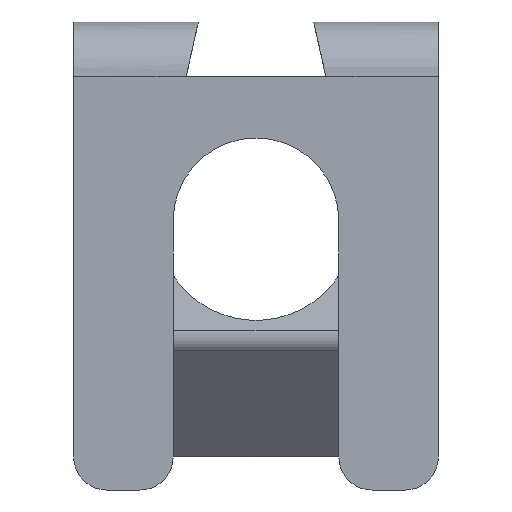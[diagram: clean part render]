
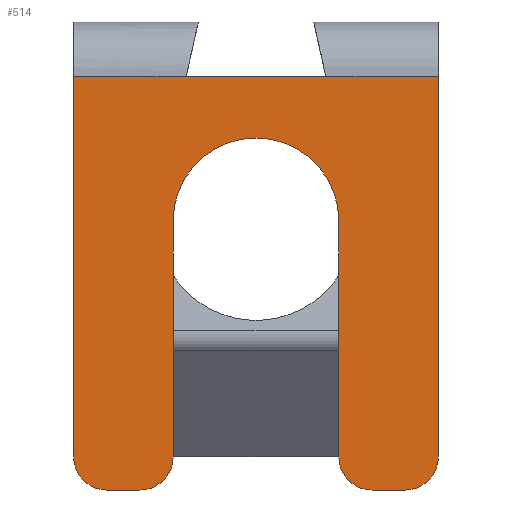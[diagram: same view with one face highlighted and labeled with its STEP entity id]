
A CAD part, front view. The second image highlights one B-rep face of the part: STEP entity #514.
In plain terms, the highlighted planar face has unit normal (0, -1, 0).
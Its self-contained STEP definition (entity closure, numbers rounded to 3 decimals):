
#3 = LINE ( 'NONE', #965, #135 ) ;
#6 = CARTESIAN_POINT ( 'NONE',  ( 2.108, 0., 12.469 ) ) ;
#30 = EDGE_CURVE ( 'NONE', #986, #935, #992, .T. ) ;
#33 = AXIS2_PLACEMENT_3D ( 'NONE', #588, #911, #191 ) ;
#50 = ORIENTED_EDGE ( 'NONE', *, *, #211, .F. ) ;
#54 = EDGE_CURVE ( 'NONE', #773, #96, #301, .T. ) ;
#96 = VERTEX_POINT ( 'NONE', #594 ) ;
#107 = EDGE_CURVE ( 'NONE', #715, #696, #347, .T. ) ;
#110 = CARTESIAN_POINT ( 'NONE',  ( 2.108, 0., 12.469 ) ) ;
#129 = ORIENTED_EDGE ( 'NONE', *, *, #30, .T. ) ;
#135 = VECTOR ( 'NONE', #480, 1000. ) ;
#141 = AXIS2_PLACEMENT_3D ( 'NONE', #398, #720, #646 ) ;
#149 = CARTESIAN_POINT ( 'NONE',  ( -5.5, 0., 1. ) ) ;
#158 = LINE ( 'NONE', #376, #708 ) ;
#168 = DIRECTION ( 'NONE',  ( 0., 0., 1. ) ) ;
#169 = CARTESIAN_POINT ( 'NONE',  ( 5.5, 0., 0. ) ) ;
#180 = CARTESIAN_POINT ( 'NONE',  ( -2.5, 0., 1. ) ) ;
#191 = DIRECTION ( 'NONE',  ( 0., 0., 1. ) ) ;
#201 = CARTESIAN_POINT ( 'NONE',  ( -2.5, 0., 8.119 ) ) ;
#211 = EDGE_CURVE ( 'NONE', #715, #402, #387, .T. ) ;
#220 = VERTEX_POINT ( 'NONE', #908 ) ;
#222 = DIRECTION ( 'NONE',  ( 0., 0., -1. ) ) ;
#223 = EDGE_LOOP ( 'NONE', ( #50, #675, #905, #1046, #129, #969, #787, #761, #950, #243, #503, #545, #462, #788 ) ) ;
#224 = EDGE_CURVE ( 'NONE', #336, #986, #390, .T. ) ;
#243 = ORIENTED_EDGE ( 'NONE', *, *, #500, .T. ) ;
#244 = PLANE ( 'NONE',  #559 ) ;
#247 = EDGE_CURVE ( 'NONE', #336, #696, #896, .T. ) ;
#254 = DIRECTION ( 'NONE',  ( -1., 0., 0. ) ) ;
#259 = AXIS2_PLACEMENT_3D ( 'NONE', #668, #263, #909 ) ;
#263 = DIRECTION ( 'NONE',  ( 0., -1., 0. ) ) ;
#301 = CIRCLE ( 'NONE', #898, 1. ) ;
#321 = VECTOR ( 'NONE', #222, 1000. ) ;
#326 = DIRECTION ( 'NONE',  ( 0., 0., -1. ) ) ;
#336 = VERTEX_POINT ( 'NONE', #790 ) ;
#340 = LINE ( 'NONE', #659, #560 ) ;
#347 = CIRCLE ( 'NONE', #259, 1. ) ;
#357 = CARTESIAN_POINT ( 'NONE',  ( -4.5, 0., 1. ) ) ;
#374 = EDGE_CURVE ( 'NONE', #963, #645, #158, .T. ) ;
#376 = CARTESIAN_POINT ( 'NONE',  ( -2.5, 0., 0. ) ) ;
#383 = DIRECTION ( 'NONE',  ( -1., 0., 0. ) ) ;
#386 = CARTESIAN_POINT ( 'NONE',  ( 5.5, 0., 1. ) ) ;
#387 = LINE ( 'NONE', #455, #643 ) ;
#390 = LINE ( 'NONE', #947, #982 ) ;
#398 = CARTESIAN_POINT ( 'NONE',  ( -3.5, 0., 1. ) ) ;
#402 = VERTEX_POINT ( 'NONE', #533 ) ;
#406 = DIRECTION ( 'NONE',  ( 0., 0., 1. ) ) ;
#410 = VERTEX_POINT ( 'NONE', #883 ) ;
#429 = VECTOR ( 'NONE', #326, 1000. ) ;
#447 = EDGE_CURVE ( 'NONE', #410, #773, #3, .T. ) ;
#455 = CARTESIAN_POINT ( 'NONE',  ( 5.5, 0., 0. ) ) ;
#456 = VECTOR ( 'NONE', #254, 1000. ) ;
#462 = ORIENTED_EDGE ( 'NONE', *, *, #792, .T. ) ;
#469 = LINE ( 'NONE', #169, #456 ) ;
#480 = DIRECTION ( 'NONE',  ( 0., 0., -1. ) ) ;
#482 = CARTESIAN_POINT ( 'NONE',  ( 3.5, 0., 1. ) ) ;
#500 = EDGE_CURVE ( 'NONE', #220, #963, #728, .T. ) ;
#503 = ORIENTED_EDGE ( 'NONE', *, *, #374, .T. ) ;
#514 = ADVANCED_FACE ( 'NONE', ( #724 ), #244, .F. ) ;
#533 = CARTESIAN_POINT ( 'NONE',  ( 3.5, 0., 0. ) ) ;
#545 = ORIENTED_EDGE ( 'NONE', *, *, #554, .T. ) ;
#554 = EDGE_CURVE ( 'NONE', #645, #819, #692, .T. ) ;
#559 = AXIS2_PLACEMENT_3D ( 'NONE', #567, #890, #168 ) ;
#560 = VECTOR ( 'NONE', #872, 1000. ) ;
#564 = CARTESIAN_POINT ( 'NONE',  ( -2.108, 0., 12.469 ) ) ;
#567 = CARTESIAN_POINT ( 'NONE',  ( 5.5, 0., 0. ) ) ;
#573 = LINE ( 'NONE', #959, #429 ) ;
#582 = CARTESIAN_POINT ( 'NONE',  ( 5.5, 0., 0. ) ) ;
#586 = DIRECTION ( 'NONE',  ( 0., 0., 1. ) ) ;
#588 = CARTESIAN_POINT ( 'NONE',  ( 0., 0., 8.119 ) ) ;
#594 = CARTESIAN_POINT ( 'NONE',  ( -4.5, 0., 0. ) ) ;
#603 = CIRCLE ( 'NONE', #1000, 1. ) ;
#643 = VECTOR ( 'NONE', #383, 1000. ) ;
#645 = VERTEX_POINT ( 'NONE', #201 ) ;
#646 = DIRECTION ( 'NONE',  ( 0., 0., 1. ) ) ;
#659 = CARTESIAN_POINT ( 'NONE',  ( 5.5, 0., 12.469 ) ) ;
#668 = CARTESIAN_POINT ( 'NONE',  ( 4.5, 0., 1. ) ) ;
#675 = ORIENTED_EDGE ( 'NONE', *, *, #107, .T. ) ;
#692 = CIRCLE ( 'NONE', #33, 2.5 ) ;
#696 = VERTEX_POINT ( 'NONE', #386 ) ;
#708 = VECTOR ( 'NONE', #957, 1000. ) ;
#715 = VERTEX_POINT ( 'NONE', #952 ) ;
#720 = DIRECTION ( 'NONE',  ( 0., -1., 0. ) ) ;
#724 = FACE_OUTER_BOUND ( 'NONE', #223, .T. ) ;
#728 = CIRCLE ( 'NONE', #141, 1. ) ;
#761 = ORIENTED_EDGE ( 'NONE', *, *, #54, .T. ) ;
#763 = DIRECTION ( 'NONE',  ( 0., -1., 0. ) ) ;
#773 = VERTEX_POINT ( 'NONE', #149 ) ;
#787 = ORIENTED_EDGE ( 'NONE', *, *, #447, .T. ) ;
#788 = ORIENTED_EDGE ( 'NONE', *, *, #970, .T. ) ;
#790 = CARTESIAN_POINT ( 'NONE',  ( 5.5, 0., 12.469 ) ) ;
#792 = EDGE_CURVE ( 'NONE', #819, #870, #573, .T. ) ;
#795 = DIRECTION ( 'NONE',  ( -1., 0., 0. ) ) ;
#807 = DIRECTION ( 'NONE',  ( 0., -1., 0. ) ) ;
#819 = VERTEX_POINT ( 'NONE', #891 ) ;
#823 = EDGE_CURVE ( 'NONE', #220, #96, #469, .T. ) ;
#838 = DIRECTION ( 'NONE',  ( -1., 0., 0. ) ) ;
#856 = EDGE_CURVE ( 'NONE', #935, #410, #340, .T. ) ;
#870 = VERTEX_POINT ( 'NONE', #990 ) ;
#872 = DIRECTION ( 'NONE',  ( -1., 0., 0. ) ) ;
#883 = CARTESIAN_POINT ( 'NONE',  ( -5.5, 0., 12.469 ) ) ;
#890 = DIRECTION ( 'NONE',  ( 0., 1., 0. ) ) ;
#891 = CARTESIAN_POINT ( 'NONE',  ( 2.5, 0., 8.119 ) ) ;
#896 = LINE ( 'NONE', #582, #321 ) ;
#898 = AXIS2_PLACEMENT_3D ( 'NONE', #357, #763, #586 ) ;
#905 = ORIENTED_EDGE ( 'NONE', *, *, #247, .F. ) ;
#908 = CARTESIAN_POINT ( 'NONE',  ( -3.5, 0., 0. ) ) ;
#909 = DIRECTION ( 'NONE',  ( 0., 0., 1. ) ) ;
#911 = DIRECTION ( 'NONE',  ( 0., 1., 0. ) ) ;
#925 = VECTOR ( 'NONE', #838, 1000. ) ;
#935 = VERTEX_POINT ( 'NONE', #564 ) ;
#947 = CARTESIAN_POINT ( 'NONE',  ( 5.5, 0., 12.469 ) ) ;
#950 = ORIENTED_EDGE ( 'NONE', *, *, #823, .F. ) ;
#952 = CARTESIAN_POINT ( 'NONE',  ( 4.5, 0., 0. ) ) ;
#957 = DIRECTION ( 'NONE',  ( 0., 0., 1. ) ) ;
#959 = CARTESIAN_POINT ( 'NONE',  ( 2.5, 0., 0. ) ) ;
#963 = VERTEX_POINT ( 'NONE', #180 ) ;
#965 = CARTESIAN_POINT ( 'NONE',  ( -5.5, 0., 0. ) ) ;
#969 = ORIENTED_EDGE ( 'NONE', *, *, #856, .T. ) ;
#970 = EDGE_CURVE ( 'NONE', #870, #402, #603, .T. ) ;
#982 = VECTOR ( 'NONE', #795, 1000. ) ;
#986 = VERTEX_POINT ( 'NONE', #6 ) ;
#990 = CARTESIAN_POINT ( 'NONE',  ( 2.5, 0., 1. ) ) ;
#992 = LINE ( 'NONE', #110, #925 ) ;
#1000 = AXIS2_PLACEMENT_3D ( 'NONE', #482, #807, #406 ) ;
#1046 = ORIENTED_EDGE ( 'NONE', *, *, #224, .T. ) ;
